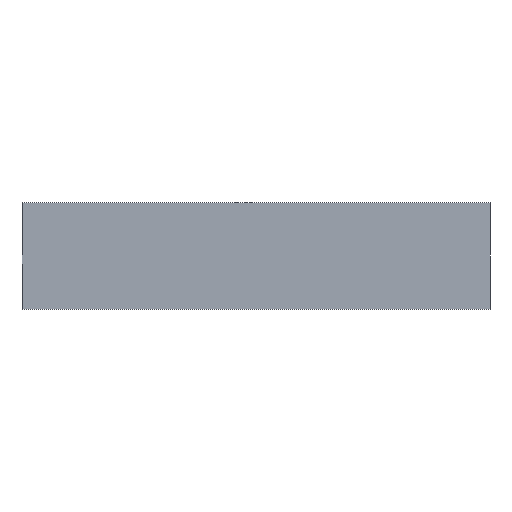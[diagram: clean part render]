
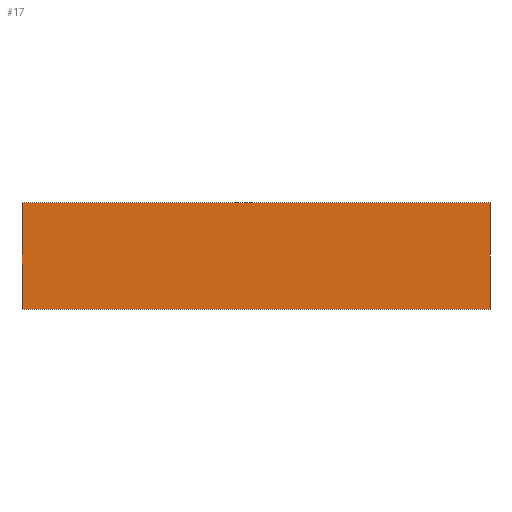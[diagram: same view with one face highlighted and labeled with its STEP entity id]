
A CAD part, top view. The second image highlights one B-rep face of the part: STEP entity #17.
In plain terms, the highlighted planar face has unit normal (0, 0, 1).
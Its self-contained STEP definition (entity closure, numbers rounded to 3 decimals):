
#17 = ADVANCED_FACE('',(#18),#32,.T.);
#18 = FACE_BOUND('',#19,.T.);
#19 = EDGE_LOOP('',(#20,#43,#59,#75));
#20 = ORIENTED_EDGE('',*,*,#21,.F.);
#21 = EDGE_CURVE('',#22,#24,#26,.T.);
#22 = VERTEX_POINT('',#23);
#23 = CARTESIAN_POINT('',(62.5,-20.,0.));
#24 = VERTEX_POINT('',#25);
#25 = CARTESIAN_POINT('',(-25.,-20.,0.));
#26 = SURFACE_CURVE('',#27,(#31),.PCURVE_S1.);
#27 = LINE('',#28,#29);
#28 = CARTESIAN_POINT('',(-3.903,-20.,0.));
#29 = VECTOR('',#30,1.);
#30 = DIRECTION('',(-1.,0.,0.));
#31 = PCURVE('',#32,#37);
#32 = PLANE('',#33);
#33 = AXIS2_PLACEMENT_3D('',#34,#35,#36);
#34 = CARTESIAN_POINT('',(-3.903,0.,0.));
#35 = DIRECTION('',(0.,0.,1.));
#36 = DIRECTION('',(1.,0.,-0.));
#37 = DEFINITIONAL_REPRESENTATION('',(#38),#42);
#38 = LINE('',#39,#40);
#39 = CARTESIAN_POINT('',(0.,-20.));
#40 = VECTOR('',#41,1.);
#41 = DIRECTION('',(-1.,0.));
#42 = ( GEOMETRIC_REPRESENTATION_CONTEXT(2) 
PARAMETRIC_REPRESENTATION_CONTEXT() REPRESENTATION_CONTEXT('2D SPACE',''
  ) );
#43 = ORIENTED_EDGE('',*,*,#44,.F.);
#44 = EDGE_CURVE('',#45,#22,#47,.T.);
#45 = VERTEX_POINT('',#46);
#46 = CARTESIAN_POINT('',(62.5,0.,0.));
#47 = SURFACE_CURVE('',#48,(#52),.PCURVE_S1.);
#48 = LINE('',#49,#50);
#49 = CARTESIAN_POINT('',(62.5,0.,0.));
#50 = VECTOR('',#51,1.);
#51 = DIRECTION('',(0.,-1.,0.));
#52 = PCURVE('',#32,#53);
#53 = DEFINITIONAL_REPRESENTATION('',(#54),#58);
#54 = LINE('',#55,#56);
#55 = CARTESIAN_POINT('',(66.403,0.));
#56 = VECTOR('',#57,1.);
#57 = DIRECTION('',(0.,-1.));
#58 = ( GEOMETRIC_REPRESENTATION_CONTEXT(2) 
PARAMETRIC_REPRESENTATION_CONTEXT() REPRESENTATION_CONTEXT('2D SPACE',''
  ) );
#59 = ORIENTED_EDGE('',*,*,#60,.T.);
#60 = EDGE_CURVE('',#45,#61,#63,.T.);
#61 = VERTEX_POINT('',#62);
#62 = CARTESIAN_POINT('',(-25.,0.,0.));
#63 = SURFACE_CURVE('',#64,(#68),.PCURVE_S1.);
#64 = LINE('',#65,#66);
#65 = CARTESIAN_POINT('',(-3.903,0.,0.));
#66 = VECTOR('',#67,1.);
#67 = DIRECTION('',(-1.,0.,0.));
#68 = PCURVE('',#32,#69);
#69 = DEFINITIONAL_REPRESENTATION('',(#70),#74);
#70 = LINE('',#71,#72);
#71 = CARTESIAN_POINT('',(0.,0.));
#72 = VECTOR('',#73,1.);
#73 = DIRECTION('',(-1.,0.));
#74 = ( GEOMETRIC_REPRESENTATION_CONTEXT(2) 
PARAMETRIC_REPRESENTATION_CONTEXT() REPRESENTATION_CONTEXT('2D SPACE',''
  ) );
#75 = ORIENTED_EDGE('',*,*,#76,.T.);
#76 = EDGE_CURVE('',#61,#24,#77,.T.);
#77 = SURFACE_CURVE('',#78,(#82),.PCURVE_S1.);
#78 = LINE('',#79,#80);
#79 = CARTESIAN_POINT('',(-25.,0.,0.));
#80 = VECTOR('',#81,1.);
#81 = DIRECTION('',(0.,-1.,0.));
#82 = PCURVE('',#32,#83);
#83 = DEFINITIONAL_REPRESENTATION('',(#84),#88);
#84 = LINE('',#85,#86);
#85 = CARTESIAN_POINT('',(-21.097,0.));
#86 = VECTOR('',#87,1.);
#87 = DIRECTION('',(0.,-1.));
#88 = ( GEOMETRIC_REPRESENTATION_CONTEXT(2) 
PARAMETRIC_REPRESENTATION_CONTEXT() REPRESENTATION_CONTEXT('2D SPACE',''
  ) );
